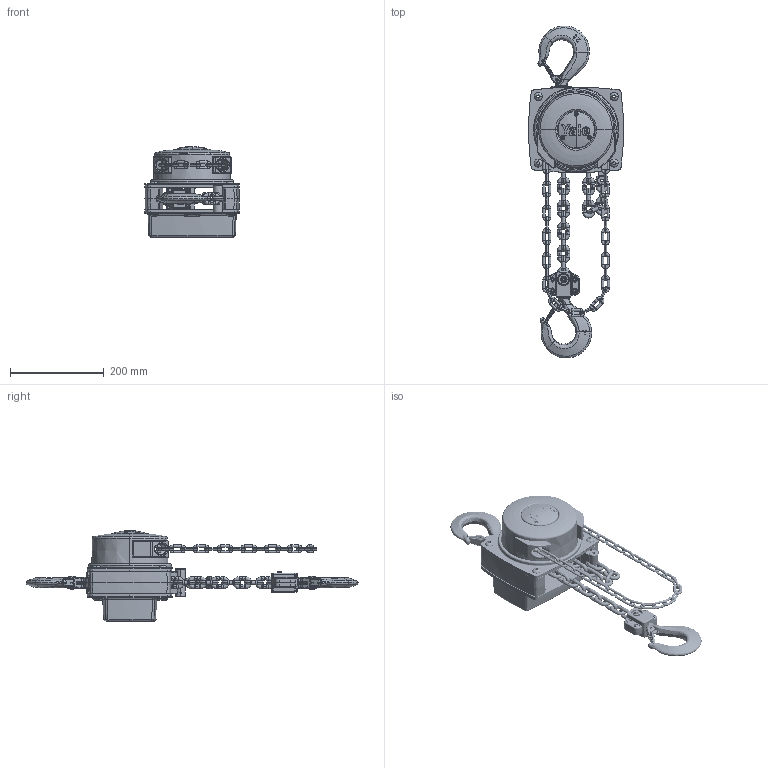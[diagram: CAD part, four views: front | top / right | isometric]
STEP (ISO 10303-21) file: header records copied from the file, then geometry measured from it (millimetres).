
FILE_DESCRIPTION (( 'STEP AP203' ), '1' );
FILE_NAME ('YL III 2t.STEP', '2011-11-23T14:33:51', ( 'Yale Industrial Products GmbH' ), ( 'Yale Industrial Products GmbH' ), 'SwSTEP 2.0', 'SolidWorks 2010', '' );
FILE_SCHEMA (( 'CONFIG_CONTROL_DESIGN' ));
Length unit declared in the file: millimetre
Products named in the file (1): YL III 2t
Bounding box: 202.37 x 708.09 x 193.75 mm (x, y, z)
Surface area: 513002.8 mm2 (no closed solid volume)
Topology: 0 solids, 196 shells, 2257 faces, 7827 edges, 5534 vertices
Faces by surface type: torus 692, cylinder 678, plane 381, bspline 293, cone 134, sphere 79
Entity records: 146889 total; most frequent: CARTESIAN_POINT 83889, DIRECTION 13350, ORIENTED_EDGE 11987, EDGE_CURVE 7706, AXIS2_PLACEMENT_3D 5504, VERTEX_POINT 5467, CIRCLE 3539, EDGE_LOOP 2453
